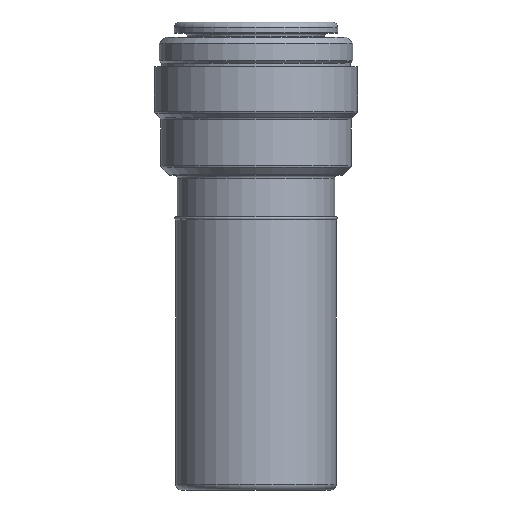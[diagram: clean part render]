
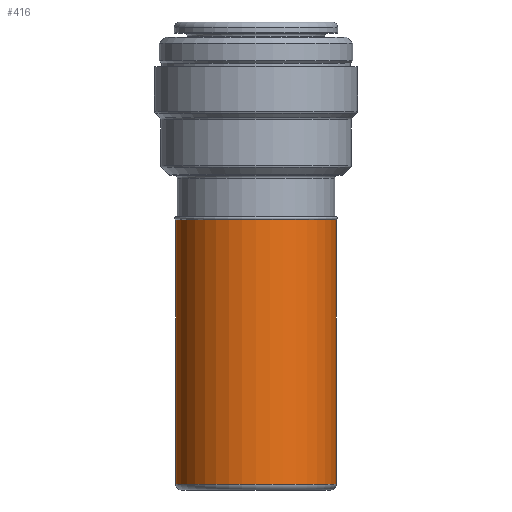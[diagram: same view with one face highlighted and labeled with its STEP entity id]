
A CAD part, front view. The second image highlights one B-rep face of the part: STEP entity #416.
In plain terms, the highlighted cylindrical face has radius 14 mm (diameter 28 mm), a full revolution.
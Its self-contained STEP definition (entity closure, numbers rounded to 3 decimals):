
#33=CYLINDRICAL_SURFACE('',#493,14.);
#100=ORIENTED_EDGE('',*,*,#149,.F.);
#101=ORIENTED_EDGE('',*,*,#148,.T.);
#148=EDGE_CURVE('',#185,#185,#222,.T.);
#149=EDGE_CURVE('',#186,#186,#223,.T.);
#185=VERTEX_POINT('',#744);
#186=VERTEX_POINT('',#747);
#222=CIRCLE('',#492,14.);
#223=CIRCLE('',#494,14.);
#285=EDGE_LOOP('',(#100));
#286=EDGE_LOOP('',(#101));
#359=FACE_BOUND('',#285,.T.);
#360=FACE_BOUND('',#286,.T.);
#416=ADVANCED_FACE('',(#359,#360),#33,.T.);
#492=AXIS2_PLACEMENT_3D('',#743,#620,#621);
#493=AXIS2_PLACEMENT_3D('',#745,#622,#623);
#494=AXIS2_PLACEMENT_3D('',#746,#624,#625);
#620=DIRECTION('',(0.,0.,-1.));
#621=DIRECTION('',(-1.,0.,0.));
#622=DIRECTION('',(0.,0.,-1.));
#623=DIRECTION('',(-1.,0.,0.));
#624=DIRECTION('',(0.,0.,-1.));
#625=DIRECTION('',(-1.,0.,0.));
#743=CARTESIAN_POINT('',(0.,0.,-34.579));
#744=CARTESIAN_POINT('',(-14.,0.,-34.579));
#745=CARTESIAN_POINT('',(0.,0.,-81.8));
#746=CARTESIAN_POINT('',(0.,0.,-80.8));
#747=CARTESIAN_POINT('',(-14.,0.,-80.8));
